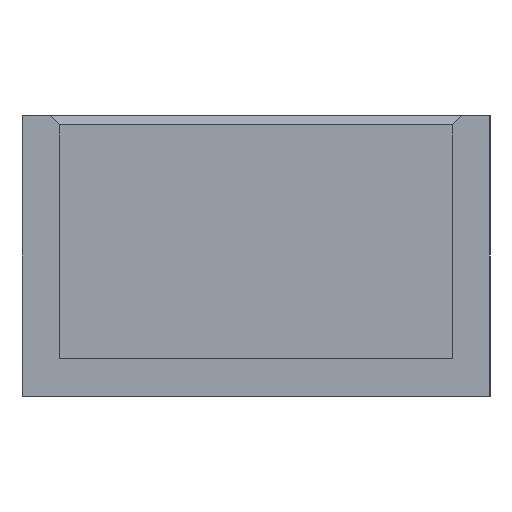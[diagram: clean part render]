
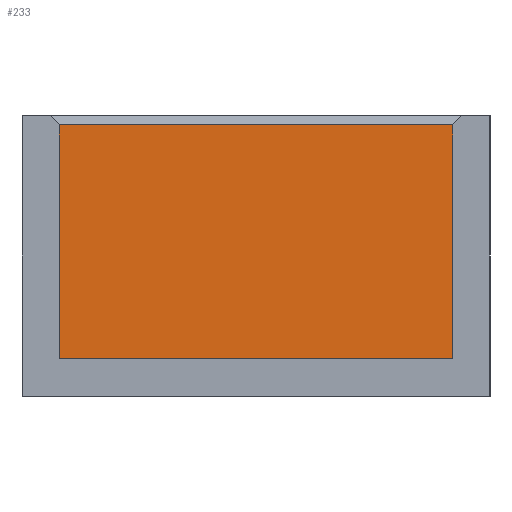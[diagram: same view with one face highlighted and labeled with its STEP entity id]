
A CAD part, left-side view. The second image highlights one B-rep face of the part: STEP entity #233.
In plain terms, the highlighted planar face has unit normal (-1, 0, 0).
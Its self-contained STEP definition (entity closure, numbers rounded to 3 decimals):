
#19=FACE_OUTER_BOUND('',#32,.T.);
#32=EDGE_LOOP('',(#176,#177,#178,#179));
#47=LINE('',#343,#78);
#56=LINE('',#362,#87);
#59=LINE('',#368,#90);
#60=LINE('',#369,#91);
#78=VECTOR('',#281,10.);
#87=VECTOR('',#294,10.);
#90=VECTOR('',#299,10.);
#91=VECTOR('',#300,10.);
#105=VERTEX_POINT('',#333);
#108=VERTEX_POINT('',#341);
#116=VERTEX_POINT('',#361);
#118=VERTEX_POINT('',#367);
#129=EDGE_CURVE('',#108,#105,#47,.T.);
#138=EDGE_CURVE('',#105,#116,#56,.T.);
#141=EDGE_CURVE('',#108,#118,#59,.T.);
#142=EDGE_CURVE('',#118,#116,#60,.T.);
#176=ORIENTED_EDGE('',*,*,#138,.F.);
#177=ORIENTED_EDGE('',*,*,#129,.F.);
#178=ORIENTED_EDGE('',*,*,#141,.T.);
#179=ORIENTED_EDGE('',*,*,#142,.T.);
#220=PLANE('',#260);
#233=ADVANCED_FACE('',(#19),#220,.F.);
#260=AXIS2_PLACEMENT_3D('',#366,#297,#298);
#281=DIRECTION('',(0.,0.,1.));
#294=DIRECTION('',(0.,-1.,0.));
#297=DIRECTION('center_axis',(1.,0.,0.));
#298=DIRECTION('ref_axis',(0.,1.,0.));
#299=DIRECTION('',(0.,-1.,0.));
#300=DIRECTION('',(0.,0.,1.));
#333=CARTESIAN_POINT('',(35.5,-2.,2.));
#341=CARTESIAN_POINT('',(35.5,-2.,-10.5));
#343=CARTESIAN_POINT('',(35.5,-2.,-10.5));
#361=CARTESIAN_POINT('',(35.5,-23.,2.));
#362=CARTESIAN_POINT('',(35.5,-17.75,2.));
#366=CARTESIAN_POINT('Origin',(35.5,-23.,-10.5));
#367=CARTESIAN_POINT('',(35.5,-23.,-10.5));
#368=CARTESIAN_POINT('',(35.5,-2.,-10.5));
#369=CARTESIAN_POINT('',(35.5,-23.,-10.5));
